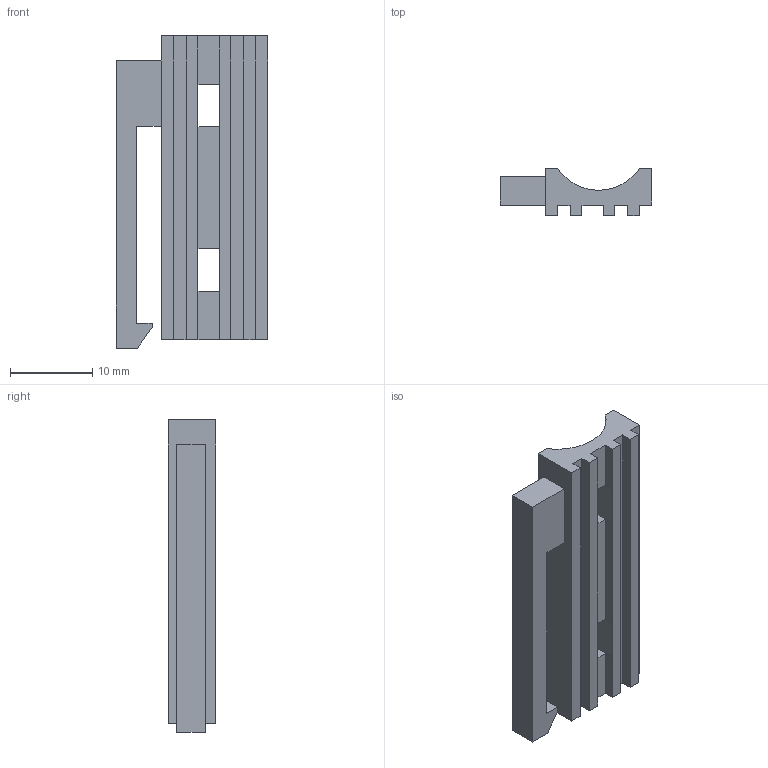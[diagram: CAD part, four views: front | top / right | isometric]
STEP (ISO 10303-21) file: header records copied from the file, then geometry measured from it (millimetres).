
FILE_DESCRIPTION (( 'STEP AP214' ), '1' );
FILE_NAME ('1198012.stp', '2019-02-11T14:09:02', ( '' ), ( '' ), 'SwSTEP 2.0', 'SolidWorks 2018', '' );
FILE_SCHEMA (( 'AUTOMOTIVE_DESIGN' ));
Length unit declared in the file: millimetre
Products named in the file (1): 1198012
Bounding box: 18.5 x 5.75 x 38 mm (x, y, z)
Volume: 2070 mm3; surface area: 2299.1 mm2
Topology: 1 solids, 1 shells, 46 faces, 127 edges, 82 vertices
Faces by surface type: plane 45, cylinder 1
Entity records: 1471 total; most frequent: CARTESIAN_POINT 268, ORIENTED_EDGE 254, DIRECTION 219, EDGE_CURVE 127, LINE 121, VECTOR 121, VERTEX_POINT 82, EDGE_LOOP 49
